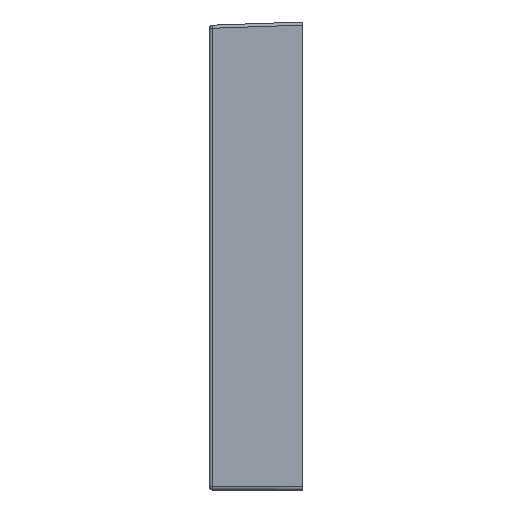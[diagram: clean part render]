
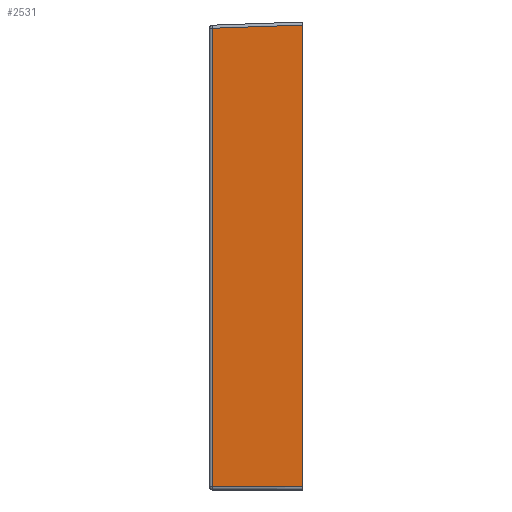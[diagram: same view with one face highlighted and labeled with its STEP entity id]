
A CAD part, left-side view. The second image highlights one B-rep face of the part: STEP entity #2531.
In plain terms, the highlighted planar face has unit normal (-0.999, 0.035, 0).
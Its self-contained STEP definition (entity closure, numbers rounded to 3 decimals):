
#352 = CARTESIAN_POINT ( 'NONE',  ( -298.135, -3.86, 299. ) ) ;
#588 = LINE ( 'NONE', #18588, #21022 ) ;
#2297 = VECTOR ( 'NONE', #10383, 1000. ) ;
#2531 = ADVANCED_FACE ( 'NONE', ( #6981 ), #20161, .T. ) ;
#2564 = CARTESIAN_POINT ( 'NONE',  ( -298.135, -3.86, -295. ) ) ;
#4062 = DIRECTION ( 'NONE',  ( -0.035, -0.999, 0. ) ) ;
#4246 = DIRECTION ( 'NONE',  ( 0., 0., 1. ) ) ;
#4607 = VECTOR ( 'NONE', #4246, 1000. ) ;
#6513 = EDGE_CURVE ( 'NONE', #12726, #19193, #21097, .T. ) ;
#6981 = FACE_OUTER_BOUND ( 'NONE', #13974, .T. ) ;
#7308 = CARTESIAN_POINT ( 'NONE',  ( -302.19, -120., -295. ) ) ;
#7595 = VECTOR ( 'NONE', #10354, 1000. ) ;
#7713 = DIRECTION ( 'NONE',  ( -0.035, -0.999, 0. ) ) ;
#8507 = LINE ( 'NONE', #8983, #4607 ) ;
#8748 = LINE ( 'NONE', #12011, #2297 ) ;
#8852 = ORIENTED_EDGE ( 'NONE', *, *, #14671, .T. ) ;
#8983 = CARTESIAN_POINT ( 'NONE',  ( -302.19, -120., 299. ) ) ;
#9754 = EDGE_CURVE ( 'NONE', #19193, #18488, #588, .T. ) ;
#10354 = DIRECTION ( 'NONE',  ( 0., 0., -1. ) ) ;
#10383 = DIRECTION ( 'NONE',  ( 0.035, 0.999, -0.035 ) ) ;
#12011 = CARTESIAN_POINT ( 'NONE',  ( -298.005, -0.139, 295.007 ) ) ;
#12726 = VERTEX_POINT ( 'NONE', #16422 ) ;
#12878 = ORIENTED_EDGE ( 'NONE', *, *, #13644, .T. ) ;
#13624 = CARTESIAN_POINT ( 'NONE',  ( -302.19, -120., 299.193 ) ) ;
#13644 = EDGE_CURVE ( 'NONE', #18488, #15724, #8507, .T. ) ;
#13974 = EDGE_LOOP ( 'NONE', ( #19445, #12878, #8852, #18637 ) ) ;
#14671 = EDGE_CURVE ( 'NONE', #15724, #12726, #8748, .T. ) ;
#15724 = VERTEX_POINT ( 'NONE', #13624 ) ;
#16422 = CARTESIAN_POINT ( 'NONE',  ( -298.135, -3.86, 295.137 ) ) ;
#17385 = CARTESIAN_POINT ( 'NONE',  ( -298., 0., 299. ) ) ;
#18488 = VERTEX_POINT ( 'NONE', #7308 ) ;
#18588 = CARTESIAN_POINT ( 'NONE',  ( -298., 0., -295. ) ) ;
#18637 = ORIENTED_EDGE ( 'NONE', *, *, #6513, .T. ) ;
#19058 = DIRECTION ( 'NONE',  ( -0.999, 0.035, 0. ) ) ;
#19193 = VERTEX_POINT ( 'NONE', #2564 ) ;
#19445 = ORIENTED_EDGE ( 'NONE', *, *, #9754, .T. ) ;
#20161 = PLANE ( 'NONE',  #20655 ) ;
#20655 = AXIS2_PLACEMENT_3D ( 'NONE', #17385, #19058, #4062 ) ;
#21022 = VECTOR ( 'NONE', #7713, 1000. ) ;
#21097 = LINE ( 'NONE', #352, #7595 ) ;
